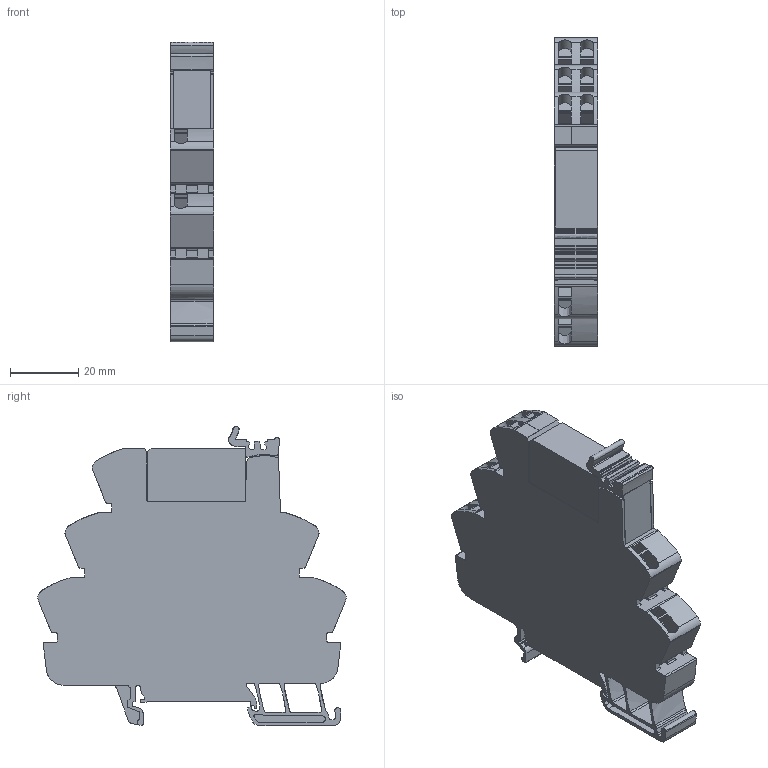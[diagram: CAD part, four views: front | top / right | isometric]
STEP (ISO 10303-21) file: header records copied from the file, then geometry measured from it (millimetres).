
FILE_DESCRIPTION(('CATIA V5 STEP Exchange','CAx-IF Rec.Pracs.--- Model Styling and Organization---1.5--- 2016-08-15','CAx-IF Rec.Pracs.---Supplemental Geometry---1.0---2011-11-01','CAx-IF Rec.Pracs.--- Composite Materials ---1.1---2010-07-15'),'2;1');
FILE_NAME ('6309051_6', '2025-09-23T06:47:10+00:00', ('none'), ('Weidmueller'), 'CATIA Version 5-6 Release 2024 SP4', 'CATIA V5 STEP AP214 v3', 'none');
FILE_SCHEMA(('AUTOMOTIVE_DESIGN { 1 0 10303 214 1 1 1 1 }'));
Length unit declared in the file: millimetre
Products named in the file (1): 1123590000
Bounding box: 12.8 x 90.51 x 87.83 mm (x, y, z)
Volume: 65015.7 mm3; surface area: 22782.2 mm2
Topology: 12 solids, 12 shells, 780 faces, 2386 edges, 1646 vertices
Faces by surface type: plane 458, cylinder 173, extrusion 149
Entity records: 28877 total; most frequent: CARTESIAN_POINT 8758, ORIENTED_EDGE 4772, DIRECTION 3084, EDGE_CURVE 2386, VECTOR 1818, LINE 1669, VERTEX_POINT 1646, EDGE_LOOP 800
